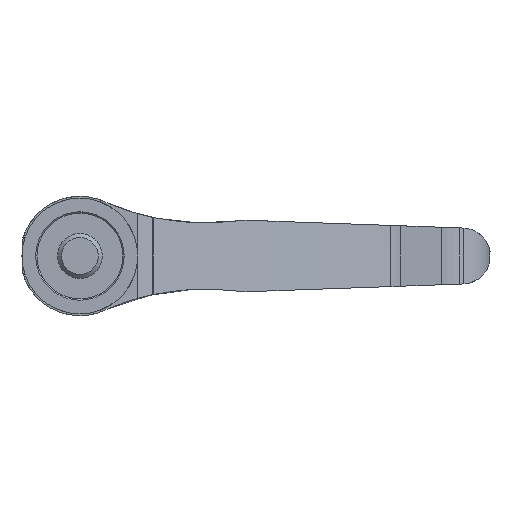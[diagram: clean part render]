
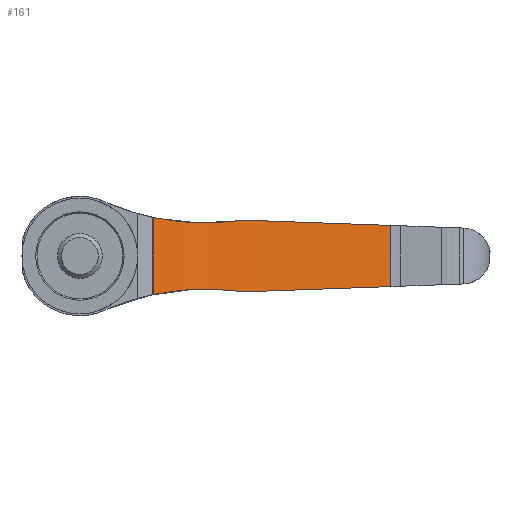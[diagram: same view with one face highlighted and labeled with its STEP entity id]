
A CAD part, front view. The second image highlights one B-rep face of the part: STEP entity #161.
In plain terms, the highlighted cylindrical face has radius 289.16 mm (diameter 578.32 mm), a partial arc.
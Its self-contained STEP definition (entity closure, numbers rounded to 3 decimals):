
#161 = ADVANCED_FACE( '', ( #344 ), #345, .F. );
#344 = FACE_OUTER_BOUND( '', #538, .T. );
#345 = CYLINDRICAL_SURFACE( '', #539, 289.16 );
#538 = EDGE_LOOP( '', ( #941, #942, #943, #944, #945, #946, #947, #948 ) );
#539 = AXIS2_PLACEMENT_3D( '', #949, #950, #951 );
#941 = ORIENTED_EDGE( '', *, *, #1234, .T. );
#942 = ORIENTED_EDGE( '', *, *, #1244, .F. );
#943 = ORIENTED_EDGE( '', *, *, #1245, .T. );
#944 = ORIENTED_EDGE( '', *, *, #1218, .T. );
#945 = ORIENTED_EDGE( '', *, *, #1246, .F. );
#946 = ORIENTED_EDGE( '', *, *, #1148, .T. );
#947 = ORIENTED_EDGE( '', *, *, #1247, .T. );
#948 = ORIENTED_EDGE( '', *, *, #1132, .F. );
#949 = CARTESIAN_POINT( '', ( 152.317, -223.239, 32. ) );
#950 = DIRECTION( '', ( 0., 0., 1. ) );
#951 = DIRECTION( '', ( -1., 0., 0. ) );
#1132 = EDGE_CURVE( '', #1356, #1358, #1359, .T. );
#1148 = EDGE_CURVE( '', #1382, #1380, #1383, .F. );
#1218 = EDGE_CURVE( '', #1488, #1486, #1489, .F. );
#1234 = EDGE_CURVE( '', #1356, #1509, #1511, .T. );
#1244 = EDGE_CURVE( '', #1522, #1509, #1523, .T. );
#1245 = EDGE_CURVE( '', #1522, #1488, #1524, .T. );
#1246 = EDGE_CURVE( '', #1382, #1486, #1525, .T. );
#1247 = EDGE_CURVE( '', #1380, #1358, #1526, .T. );
#1356 = VERTEX_POINT( '', #1693 );
#1358 = VERTEX_POINT( '', #1698 );
#1359 = B_SPLINE_CURVE_WITH_KNOTS( '', 3, ( #1699, #1700, #1701, #1702, #1703, #1704 ), .UNSPECIFIED., .F., .F., ( 4, 2, 4 ), ( 0., 0.013, 0.025 ), .UNSPECIFIED. );
#1380 = VERTEX_POINT( '', #1745 );
#1382 = VERTEX_POINT( '', #1748 );
#1383 = ELLIPSE( '', #1749, 289.347, 289.16 );
#1486 = VERTEX_POINT( '', #2043 );
#1488 = VERTEX_POINT( '', #2045 );
#1489 = ELLIPSE( '', #2046, 289.347, 289.16 );
#1509 = VERTEX_POINT( '', #2089 );
#1511 = LINE( '', #2094, #2095 );
#1522 = VERTEX_POINT( '', #2137 );
#1523 = B_SPLINE_CURVE_WITH_KNOTS( '', 3, ( #2138, #2139, #2140, #2141, #2142, #2143 ), .UNSPECIFIED., .F., .F., ( 4, 2, 4 ), ( 0., 0.013, 0.025 ), .UNSPECIFIED. );
#1524 = B_SPLINE_CURVE_WITH_KNOTS( '', 3, ( #2144, #2145, #2146, #2147 ), .UNSPECIFIED., .F., .F., ( 4, 4 ), ( 0., 0.002 ), .UNSPECIFIED. );
#1525 = LINE( '', #2148, #2149 );
#1526 = B_SPLINE_CURVE_WITH_KNOTS( '', 3, ( #2150, #2151, #2152, #2153 ), .UNSPECIFIED., .F., .F., ( 4, 4 ), ( 0., 0.002 ), .UNSPECIFIED. );
#1693 = CARTESIAN_POINT( '', ( 19.824, 33.781, 10.293 ) );
#1698 = CARTESIAN_POINT( '', ( 42.804, 44.381, 9.45 ) );
#1699 = CARTESIAN_POINT( '', ( 19.824, 33.781, 10.293 ) );
#1700 = CARTESIAN_POINT( '', ( 23.558, 35.706, 9.505 ) );
#1701 = CARTESIAN_POINT( '', ( 27.339, 37.552, 9.036 ) );
#1702 = CARTESIAN_POINT( '', ( 34.998, 41.086, 8.743 ) );
#1703 = CARTESIAN_POINT( '', ( 38.876, 42.774, 8.918 ) );
#1704 = CARTESIAN_POINT( '', ( 42.804, 44.381, 9.45 ) );
#1745 = CARTESIAN_POINT( '', ( 45.114, 45.315, 9.564 ) );
#1748 = CARTESIAN_POINT( '', ( 83.209, 57.542, 8.194 ) );
#1749 = AXIS2_PLACEMENT_3D( '', #2306, #2307, #2308 );
#2043 = CARTESIAN_POINT( '', ( 83.209, 57.542, -8.194 ) );
#2045 = CARTESIAN_POINT( '', ( 45.114, 45.315, -9.564 ) );
#2046 = AXIS2_PLACEMENT_3D( '', #2414, #2415, #2416 );
#2089 = CARTESIAN_POINT( '', ( 19.824, 33.781, -10.293 ) );
#2094 = CARTESIAN_POINT( '', ( 19.824, 33.781, 32. ) );
#2095 = VECTOR( '', #2430, 1000. );
#2137 = CARTESIAN_POINT( '', ( 42.804, 44.381, -9.45 ) );
#2138 = CARTESIAN_POINT( '', ( 42.804, 44.381, -9.45 ) );
#2139 = CARTESIAN_POINT( '', ( 38.876, 42.774, -8.918 ) );
#2140 = CARTESIAN_POINT( '', ( 34.998, 41.086, -8.743 ) );
#2141 = CARTESIAN_POINT( '', ( 27.339, 37.552, -9.036 ) );
#2142 = CARTESIAN_POINT( '', ( 23.558, 35.706, -9.505 ) );
#2143 = CARTESIAN_POINT( '', ( 19.824, 33.781, -10.293 ) );
#2144 = CARTESIAN_POINT( '', ( 42.804, 44.381, -9.45 ) );
#2145 = CARTESIAN_POINT( '', ( 43.57, 44.694, -9.554 ) );
#2146 = CARTESIAN_POINT( '', ( 44.34, 45.006, -9.592 ) );
#2147 = CARTESIAN_POINT( '', ( 45.114, 45.315, -9.564 ) );
#2148 = CARTESIAN_POINT( '', ( 83.209, 57.542, 32. ) );
#2149 = VECTOR( '', #2434, 1000. );
#2150 = CARTESIAN_POINT( '', ( 45.114, 45.315, 9.564 ) );
#2151 = CARTESIAN_POINT( '', ( 44.34, 45.006, 9.592 ) );
#2152 = CARTESIAN_POINT( '', ( 43.57, 44.694, 9.554 ) );
#2153 = CARTESIAN_POINT( '', ( 42.804, 44.381, 9.45 ) );
#2306 = CARTESIAN_POINT( '', ( 152.317, -223.239, 5.708 ) );
#2307 = DIRECTION( '', ( -0.036, 0., -0.999 ) );
#2308 = DIRECTION( '', ( 0.999, 0., -0.036 ) );
#2414 = CARTESIAN_POINT( '', ( 152.317, -223.239, -5.708 ) );
#2415 = DIRECTION( '', ( -0.036, 0., 0.999 ) );
#2416 = DIRECTION( '', ( -0.999, 0., -0.036 ) );
#2430 = DIRECTION( '', ( 0., 0., -1. ) );
#2434 = DIRECTION( '', ( 0., 0., -1. ) );
